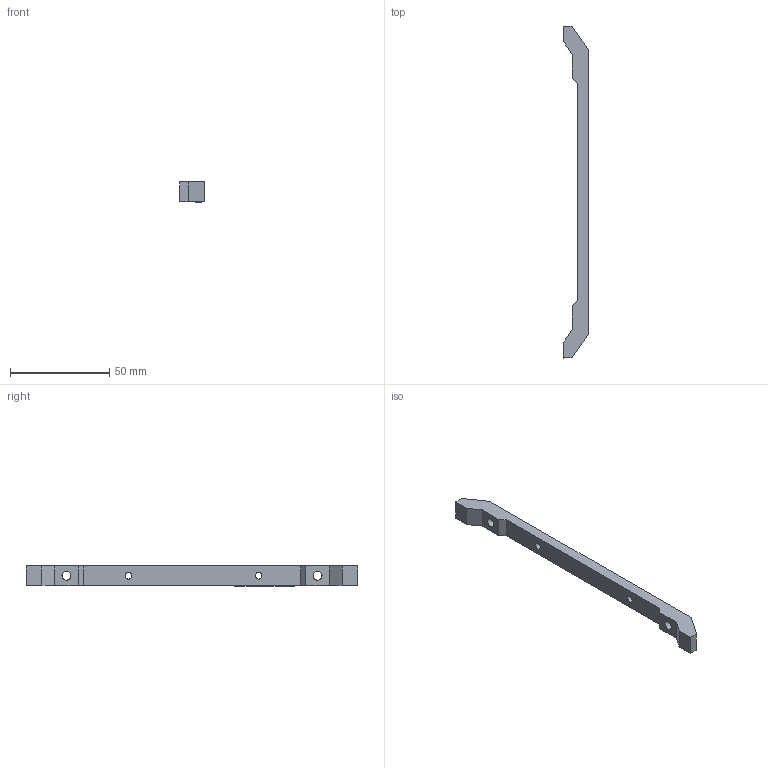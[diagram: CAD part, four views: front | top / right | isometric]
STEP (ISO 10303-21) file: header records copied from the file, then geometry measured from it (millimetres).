
FILE_DESCRIPTION(/* description */ (''),/* implementation_level */ '2;1');
FILE_NAME(/* name */ 'P-TET-000017-1_RPi_display_bracket.step',/* time_stamp */ '2020-08-31T13:17:19-04:00',/* author */ (''),/* organization */ (''),/* preprocessor_version */ 'ST-DEVELOPER v18.1',/* originating_system */ 'Autodesk Translation Framework v9.3.0.1241',/* authorisation */ '');
FILE_SCHEMA (('AUTOMOTIVE_DESIGN { 1 0 10303 214 3 1 1 }'));
Length unit declared in the file: millimetre
Products named in the file (1): P-TET-000017-1
Bounding box: 12.5 x 167.5 x 10.2 mm (x, y, z)
Volume: 10294.9 mm3; surface area: 5937.2 mm2
Topology: 1 solids, 1 shells, 321 faces, 900 edges, 600 vertices
Faces by surface type: bspline 243, plane 74, cylinder 4
Full cylindrical faces by diameter (mm): 3.4 x2, 4.5 x2
Entity records: 12601 total; most frequent: CARTESIAN_POINT 5953, ORIENTED_EDGE 1800, EDGE_CURVE 900, VERTEX_POINT 600, DIRECTION 580, B_SPLINE_CURVE_WITH_KNOTS 486, LINE 406, VECTOR 406
